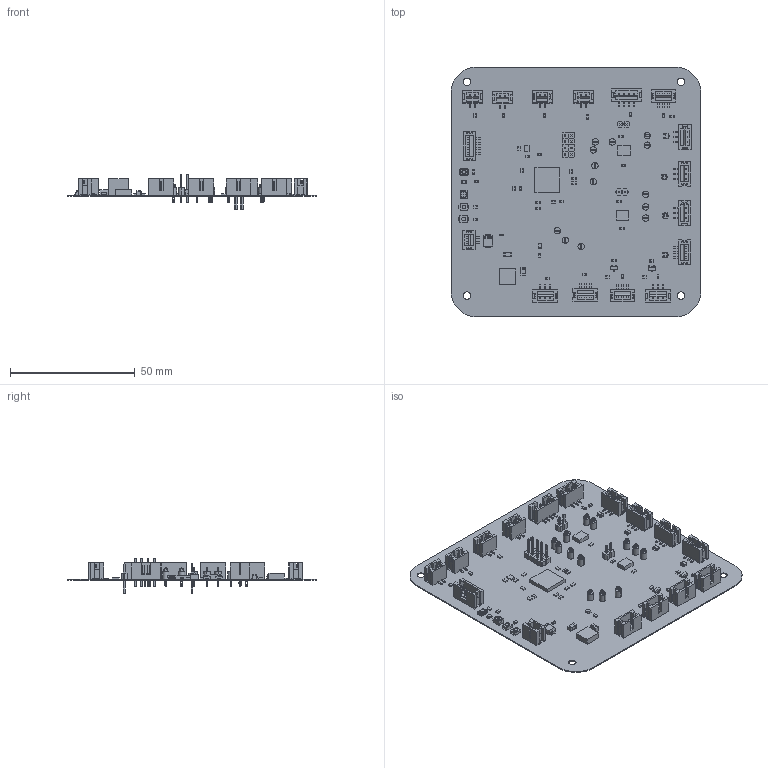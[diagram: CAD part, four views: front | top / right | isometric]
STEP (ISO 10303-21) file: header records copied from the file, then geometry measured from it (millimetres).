
FILE_DESCRIPTION(('Open CASCADE Model'),'2;1');
FILE_NAME('Open CASCADE Shape Model','2020-01-21T21:31:37',('Author'),( 'Open CASCADE'),'Open CASCADE STEP processor 6.8','Open CASCADE 6.8' ,'Unknown');
FILE_SCHEMA(('AUTOMOTIVE_DESIGN { 1 0 10303 214 1 1 1 1 }'));
Length unit declared in the file: millimetre
Products named in the file (148): PCB; Board; Open CASCADE STEP translator 6.8 1.1.1; Y1; 6077414864; Extruded; VR1; 6077415184; UART_TX; User_Library-Test_Point_Keystone_-_5002_WHITE; 1; 2; UART_RX; U2; 6077809184; U1; STM1; 6077809344; S3; b3u-1000p; S2; S1; PTS830GM140GSMTRLFS; R19; 6077818944; 6077818704; R18; R17; R16; 6077818304; 6077818064; R15; R14; R13; R12; R11; R10; R9; R8; R7 ...
Assembly tree (279 placements, depth 5):
  PCB
    Board
      Open CASCADE STEP translator 6.8 1.1.1
    Y1
      6077414864
        Extruded
    VR1
      6077415184
        Extruded
    UART_TX
      User_Library-Test_Point_Keystone_-_5002_WHITE
        1
        2
    UART_RX
      User_Library-Test_Point_Keystone_-_5002_WHITE
        1
        2
    U2
      6077809184
        Extruded
    U1
      6077809184
        Extruded
    STM1
      6077809344
        Extruded
    S3
      b3u-1000p
    S2
      b3u-1000p
    S1
      PTS830GM140GSMTRLFS
    R19
      6077818944  x2
        Extruded
      6077818704
        Extruded
    R18
      6077818944  x2
        Extruded
      6077818704
        Extruded
    R17
      6077818944  x2
        Extruded
      6077818704
        Extruded
    R16
      6077818304  x2
        Extruded
      6077818064
        Extruded
    R15
      6077818944  x2
        Extruded
      6077818704
        Extruded
    R14
      6077818944  x2
        Extruded
Bounding box: 100 x 100 x 14.38 mm (x, y, z)
Volume: 7965.1 mm3; surface area: 29732.1 mm2
Topology: 199 solids, 199 shells, 4618 faces, 11646 edges, 7380 vertices
Faces by surface type: plane 3680, cylinder 792, sphere 81, bspline 48, torus 16, cone 1
Full cylindrical faces by diameter (mm): 0.9 x12, 1.02 x13, 1.7 x1, 3 x4
Entity records: 51739 total; most frequent: CARTESIAN_POINT 8854, DIRECTION 7205, ORIENTED_EDGE 7046, EDGE_CURVE 3523, LINE 2923, VECTOR 2923, VERTEX_POINT 2228, AXIS2_PLACEMENT_3D 2141
